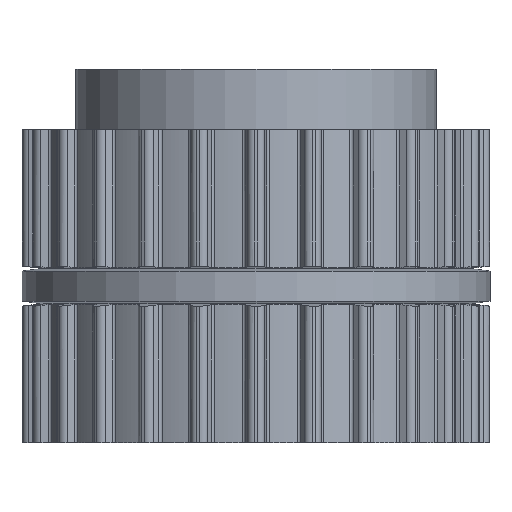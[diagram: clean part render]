
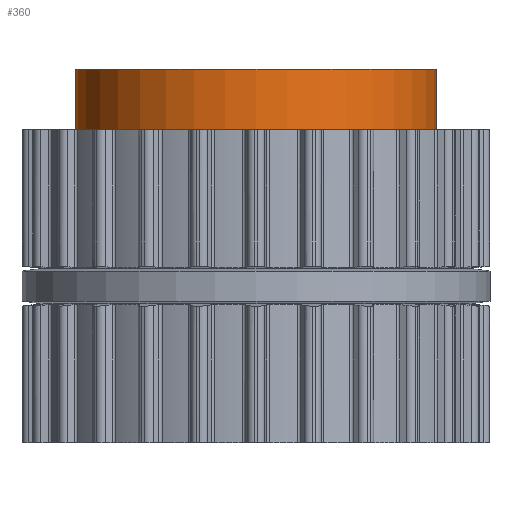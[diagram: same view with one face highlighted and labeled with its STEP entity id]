
A CAD part, front view. The second image highlights one B-rep face of the part: STEP entity #360.
In plain terms, the highlighted cylindrical face has radius 30 mm (diameter 60 mm), a full revolution.
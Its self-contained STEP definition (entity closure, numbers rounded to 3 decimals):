
#360 = ADVANCED_FACE('',(#361),#374,.T.);
#361 = FACE_BOUND('',#362,.F.);
#362 = EDGE_LOOP('',(#363,#401,#424,#451));
#363 = ORIENTED_EDGE('',*,*,#364,.T.);
#364 = EDGE_CURVE('',#365,#365,#367,.T.);
#365 = VERTEX_POINT('',#366);
#366 = CARTESIAN_POINT('',(30.,0.,26.));
#367 = SURFACE_CURVE('',#368,(#373,#385),.PCURVE_S1.);
#368 = CIRCLE('',#369,30.);
#369 = AXIS2_PLACEMENT_3D('',#370,#371,#372);
#370 = CARTESIAN_POINT('',(0.,0.,26.));
#371 = DIRECTION('',(0.,0.,-1.));
#372 = DIRECTION('',(1.,0.,0.));
#373 = PCURVE('',#374,#379);
#374 = CYLINDRICAL_SURFACE('',#375,30.);
#375 = AXIS2_PLACEMENT_3D('',#376,#377,#378);
#376 = CARTESIAN_POINT('',(0.,0.,0.));
#377 = DIRECTION('',(-0.,-0.,-1.));
#378 = DIRECTION('',(1.,0.,0.));
#379 = DEFINITIONAL_REPRESENTATION('',(#380),#384);
#380 = LINE('',#381,#382);
#381 = CARTESIAN_POINT('',(-6.283,-26.));
#382 = VECTOR('',#383,1.);
#383 = DIRECTION('',(1.,-0.));
#384 = ( GEOMETRIC_REPRESENTATION_CONTEXT(2) 
PARAMETRIC_REPRESENTATION_CONTEXT() REPRESENTATION_CONTEXT('2D SPACE',''
  ) );
#385 = PCURVE('',#386,#391);
#386 = PLANE('',#387);
#387 = AXIS2_PLACEMENT_3D('',#388,#389,#390);
#388 = CARTESIAN_POINT('',(0.,0.,26.));
#389 = DIRECTION('',(0.,0.,1.));
#390 = DIRECTION('',(0.,1.,0.));
#391 = DEFINITIONAL_REPRESENTATION('',(#392),#400);
#392 = ( BOUNDED_CURVE() B_SPLINE_CURVE(2,(#393,#394,#395,#396,#397,#398
,#399),.UNSPECIFIED.,.T.,.F.) B_SPLINE_CURVE_WITH_KNOTS((1,2,2,2,2,1),(
    -2.094,0.,2.094,4.189,6.283,
8.378),.UNSPECIFIED.) CURVE() GEOMETRIC_REPRESENTATION_ITEM() 
RATIONAL_B_SPLINE_CURVE((1.,0.5,1.,0.5,1.,0.5,1.)) REPRESENTATION_ITEM(
  '') );
#393 = CARTESIAN_POINT('',(0.,-30.));
#394 = CARTESIAN_POINT('',(-51.962,-30.));
#395 = CARTESIAN_POINT('',(-25.981,15.));
#396 = CARTESIAN_POINT('',(0.,60.));
#397 = CARTESIAN_POINT('',(25.981,15.));
#398 = CARTESIAN_POINT('',(51.962,-30.));
#399 = CARTESIAN_POINT('',(0.,-30.));
#400 = ( GEOMETRIC_REPRESENTATION_CONTEXT(2) 
PARAMETRIC_REPRESENTATION_CONTEXT() REPRESENTATION_CONTEXT('2D SPACE',''
  ) );
#401 = ORIENTED_EDGE('',*,*,#402,.T.);
#402 = EDGE_CURVE('',#365,#403,#405,.T.);
#403 = VERTEX_POINT('',#404);
#404 = CARTESIAN_POINT('',(30.,0.,36.));
#405 = SEAM_CURVE('',#406,(#410,#417),.PCURVE_S1.);
#406 = LINE('',#407,#408);
#407 = CARTESIAN_POINT('',(30.,0.,0.));
#408 = VECTOR('',#409,1.);
#409 = DIRECTION('',(0.,0.,1.));
#410 = PCURVE('',#374,#411);
#411 = DEFINITIONAL_REPRESENTATION('',(#412),#416);
#412 = LINE('',#413,#414);
#413 = CARTESIAN_POINT('',(-6.283,0.));
#414 = VECTOR('',#415,1.);
#415 = DIRECTION('',(-0.,-1.));
#416 = ( GEOMETRIC_REPRESENTATION_CONTEXT(2) 
PARAMETRIC_REPRESENTATION_CONTEXT() REPRESENTATION_CONTEXT('2D SPACE',''
  ) );
#417 = PCURVE('',#374,#418);
#418 = DEFINITIONAL_REPRESENTATION('',(#419),#423);
#419 = LINE('',#420,#421);
#420 = CARTESIAN_POINT('',(-0.,0.));
#421 = VECTOR('',#422,1.);
#422 = DIRECTION('',(-0.,-1.));
#423 = ( GEOMETRIC_REPRESENTATION_CONTEXT(2) 
PARAMETRIC_REPRESENTATION_CONTEXT() REPRESENTATION_CONTEXT('2D SPACE',''
  ) );
#424 = ORIENTED_EDGE('',*,*,#425,.T.);
#425 = EDGE_CURVE('',#403,#403,#426,.T.);
#426 = SURFACE_CURVE('',#427,(#432,#439),.PCURVE_S1.);
#427 = CIRCLE('',#428,30.);
#428 = AXIS2_PLACEMENT_3D('',#429,#430,#431);
#429 = CARTESIAN_POINT('',(0.,0.,36.));
#430 = DIRECTION('',(0.,0.,1.));
#431 = DIRECTION('',(1.,0.,0.));
#432 = PCURVE('',#374,#433);
#433 = DEFINITIONAL_REPRESENTATION('',(#434),#438);
#434 = LINE('',#435,#436);
#435 = CARTESIAN_POINT('',(-0.,-36.));
#436 = VECTOR('',#437,1.);
#437 = DIRECTION('',(-1.,0.));
#438 = ( GEOMETRIC_REPRESENTATION_CONTEXT(2) 
PARAMETRIC_REPRESENTATION_CONTEXT() REPRESENTATION_CONTEXT('2D SPACE',''
  ) );
#439 = PCURVE('',#440,#445);
#440 = PLANE('',#441);
#441 = AXIS2_PLACEMENT_3D('',#442,#443,#444);
#442 = CARTESIAN_POINT('',(0.,0.,36.));
#443 = DIRECTION('',(0.,0.,1.));
#444 = DIRECTION('',(1.,0.,0.));
#445 = DEFINITIONAL_REPRESENTATION('',(#446),#450);
#446 = CIRCLE('',#447,30.);
#447 = AXIS2_PLACEMENT_2D('',#448,#449);
#448 = CARTESIAN_POINT('',(0.,0.));
#449 = DIRECTION('',(1.,0.));
#450 = ( GEOMETRIC_REPRESENTATION_CONTEXT(2) 
PARAMETRIC_REPRESENTATION_CONTEXT() REPRESENTATION_CONTEXT('2D SPACE',''
  ) );
#451 = ORIENTED_EDGE('',*,*,#402,.F.);
